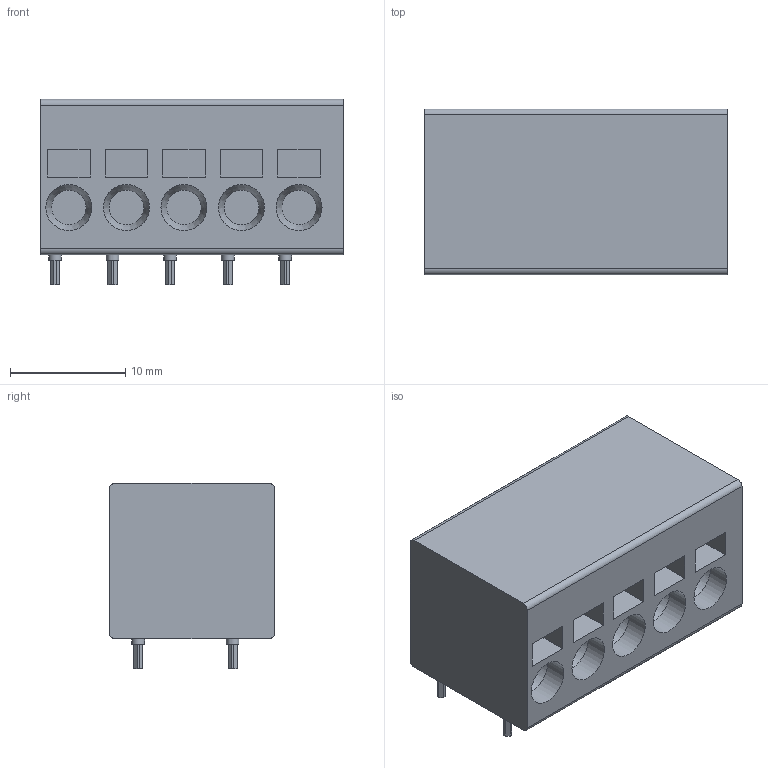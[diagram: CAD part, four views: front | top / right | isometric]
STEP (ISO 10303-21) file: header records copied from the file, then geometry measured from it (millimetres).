
FILE_DESCRIPTION(/* description */ ('model of PhoenixContact_SPT_2.5_5-H-5.0_1x05_P5.0mm_Horizontal'),/* implementation_level */ '2;1');
FILE_NAME(/* name */ 'PhoenixContact_SPT_2.5_5-H-5.0_1x05_P5.0mm_Horizontal.step',/* time_stamp */ '2023-01-30T13:56:41',/* author */ ('KiCAD','kicad'),/* organization */ ('OCCT'),/* preprocessor_version */ '',/* originating_system */ 'KiCAD',/* authorisation */ '');
FILE_SCHEMA(('AUTOMOTIVE_DESIGN { 1 0 10303 214 1 1 1 1 }'));
Length unit declared in the file: millimetre
Products named in the file (7): CQ assembly; 8a3f68dc-a09d-11ed-8f45-a0cec80452fd; 8a3f68dc-a09d-11ed-8f45-a0cec80452fd_part; 8a3f6d5a-a09d-11ed-8f45-a0cec80452fd; 8a3f6d5a-a09d-11ed-8f45-a0cec80452fd_part; 8a3f7070-a09d-11ed-8f45-a0cec80452fd; 8a3f7070-a09d-11ed-8f45-a0cec80452fd_part
Assembly tree (6 placements, depth 4):
  CQ assembly
    8a3f68dc-a09d-11ed-8f45-a0cec80452fd
      8a3f68dc-a09d-11ed-8f45-a0cec80452fd_part
      8a3f6d5a-a09d-11ed-8f45-a0cec80452fd
        8a3f6d5a-a09d-11ed-8f45-a0cec80452fd_part
      8a3f7070-a09d-11ed-8f45-a0cec80452fd
        8a3f7070-a09d-11ed-8f45-a0cec80452fd_part
Bounding box: 26.4 x 14.4 x 16.1 mm (x, y, z)
Volume: 4805.8 mm3; surface area: 2303.6 mm2
Topology: 11 solids, 11 shells, 170 faces, 379 edges, 251 vertices
Faces by surface type: plane 146, cylinder 19, cone 5
Full cylindrical faces by diameter (mm): 1.1 x10, 4 x5
Entity records: 4825 total; most frequent: CARTESIAN_POINT 807, DIRECTION 776, ORIENTED_EDGE 758, EDGE_CURVE 379, LINE 336, VECTOR 336, VERTEX_POINT 251, AXIS2_PLACEMENT_3D 220
